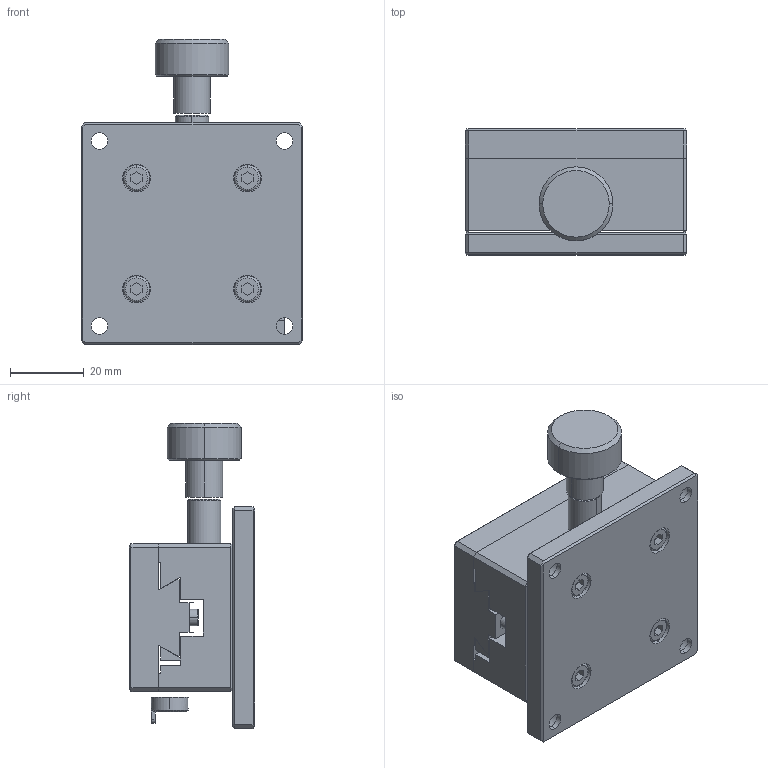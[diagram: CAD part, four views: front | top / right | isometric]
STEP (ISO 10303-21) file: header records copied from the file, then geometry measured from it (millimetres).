
FILE_DESCRIPTION (( 'STEP AP203' ), '1' );
FILE_NAME ('SPYC4060.STEP', '2020-07-28T05:46:41', ( 'User' ), ( 'Microsoft' ), 'SwSTEP 2.0', 'SolidWorks 2018', '' );
FILE_SCHEMA (( 'CONFIG_CONTROL_DESIGN' ));
Length unit declared in the file: millimetre
Products named in the file (2): SPYC4060
Bounding box: 60 x 34 x 82.5 mm (x, y, z)
Surface area: 29608.7 mm2 (no closed solid volume)
Topology: 0 solids, 9 shells, 332 faces, 1072 edges, 737 vertices
Faces by surface type: plane 204, cylinder 57, bspline 50, torus 12, cone 9
Entity records: 17602 total; most frequent: CARTESIAN_POINT 8452, ORIENTED_EDGE 1815, DIRECTION 1640, EDGE_CURVE 1072, VERTEX_POINT 737, LINE 682, VECTOR 682, AXIS2_PLACEMENT_3D 479
